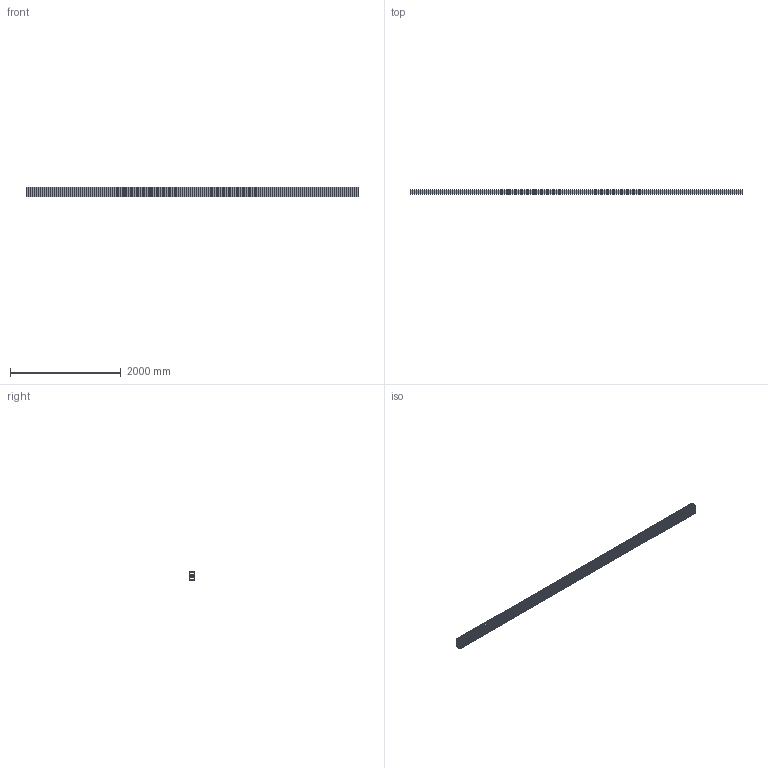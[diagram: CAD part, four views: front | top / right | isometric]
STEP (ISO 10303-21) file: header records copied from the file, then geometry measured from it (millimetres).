
FILE_DESCRIPTION (( 'STEP AP214' ), '1' );
FILE_NAME ('201094_Profil 90x180L Nut 10.STEP', '2019-01-29T08:35:31', ( '' ), ( '' ), 'SwSTEP 2.0', 'SolidWorks 2017', '' );
FILE_SCHEMA (( 'AUTOMOTIVE_DESIGN' ));
Length unit declared in the file: millimetre
Products named in the file (1): 201094_Profil 90x180L Nut 10
Bounding box: 6000 x 90 x 180 mm (x, y, z)
Volume: 25059338.4 mm3; surface area: 15910514.9 mm2
Topology: 1 solids, 1 shells, 578 faces, 1728 edges, 1152 vertices
Faces by surface type: plane 434, cylinder 144
Entity records: 19414 total; most frequent: CARTESIAN_POINT 3459, ORIENTED_EDGE 3456, DIRECTION 3174, EDGE_CURVE 1728, VECTOR 1440, LINE 1440, VERTEX_POINT 1152, AXIS2_PLACEMENT_3D 867
